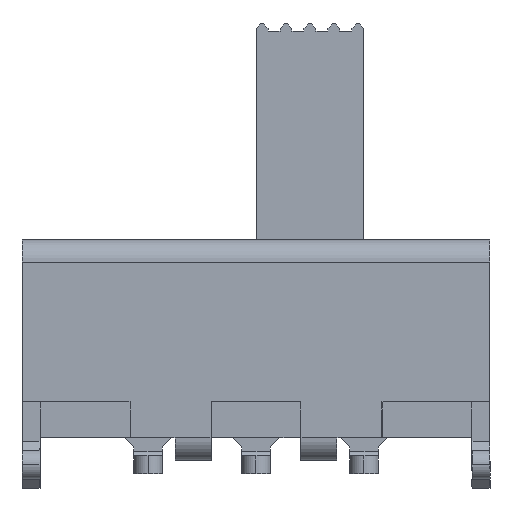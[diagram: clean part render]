
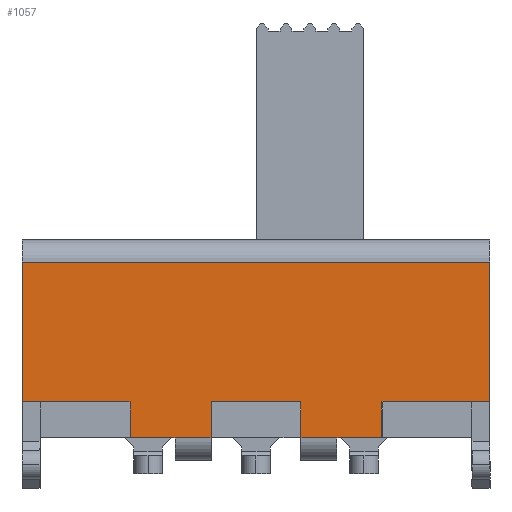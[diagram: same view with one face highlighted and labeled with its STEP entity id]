
A CAD part, front view. The second image highlights one B-rep face of the part: STEP entity #1057.
In plain terms, the highlighted planar face has unit normal (0, -1, 0).
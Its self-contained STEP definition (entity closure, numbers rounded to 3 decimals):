
#619 = EDGE_CURVE ( 'NONE', #825, #817, #5664, .T. ) ;
#817 = VERTEX_POINT ( 'NONE', #6043 ) ;
#825 = VERTEX_POINT ( 'NONE', #6051 ) ;
#854 = EDGE_CURVE ( 'NONE', #1237, #1341, #6194, .T. ) ;
#861 = EDGE_CURVE ( 'NONE', #862, #1269, #6201, .T. ) ;
#862 = VERTEX_POINT ( 'NONE', #6195 ) ;
#912 = EDGE_CURVE ( 'NONE', #1182, #1045, #6245, .T. ) ;
#913 = EDGE_CURVE ( 'NONE', #1245, #1269, #6239, .T. ) ;
#914 = ORIENTED_EDGE ( 'NONE', *, *, #861, .T. ) ;
#918 = VERTEX_POINT ( 'NONE', #6241 ) ;
#941 = VERTEX_POINT ( 'NONE', #6291 ) ;
#1034 = ORIENTED_EDGE ( 'NONE', *, *, #912, .T. ) ;
#1035 = EDGE_CURVE ( 'NONE', #1114, #1045, #3920, .T. ) ;
#1036 = ORIENTED_EDGE ( 'NONE', *, *, #1035, .F. ) ;
#1038 = ORIENTED_EDGE ( 'NONE', *, *, #1084, .F. ) ;
#1039 = ORIENTED_EDGE ( 'NONE', *, *, #619, .T. ) ;
#1040 = ORIENTED_EDGE ( 'NONE', *, *, #854, .T. ) ;
#1041 = EDGE_CURVE ( 'NONE', #1085, #1237, #3923, .T. ) ;
#1042 = ORIENTED_EDGE ( 'NONE', *, *, #1246, .F. ) ;
#1043 = ORIENTED_EDGE ( 'NONE', *, *, #1041, .T. ) ;
#1044 = ORIENTED_EDGE ( 'NONE', *, *, #1108, .T. ) ;
#1045 = VERTEX_POINT ( 'NONE', #3912 ) ;
#1046 = ORIENTED_EDGE ( 'NONE', *, *, #913, .F. ) ;
#1047 = ORIENTED_EDGE ( 'NONE', *, *, #1100, .T. ) ;
#1048 = EDGE_LOOP ( 'NONE', ( #1082, #1081, #1039, #1038, #1043, #1040, #1047, #1056, #1044, #914, #1046, #1042, #1034, #1036 ) ) ;
#1056 = ORIENTED_EDGE ( 'NONE', *, *, #1064, .F. ) ;
#1057 = ADVANCED_FACE ( 'NONE', ( #3911 ), #3909, .F. ) ;
#1064 = EDGE_CURVE ( 'NONE', #918, #941, #3926, .T. ) ;
#1081 = ORIENTED_EDGE ( 'NONE', *, *, #1083, .T. ) ;
#1082 = ORIENTED_EDGE ( 'NONE', *, *, #1113, .F. ) ;
#1083 = EDGE_CURVE ( 'NONE', #1086, #825, #3992, .T. ) ;
#1084 = EDGE_CURVE ( 'NONE', #1085, #817, #3984, .T. ) ;
#1085 = VERTEX_POINT ( 'NONE', #4023 ) ;
#1086 = VERTEX_POINT ( 'NONE', #3989 ) ;
#1100 = EDGE_CURVE ( 'NONE', #1341, #941, #4072, .T. ) ;
#1108 = EDGE_CURVE ( 'NONE', #918, #862, #4051, .T. ) ;
#1113 = EDGE_CURVE ( 'NONE', #1086, #1114, #4059, .T. ) ;
#1114 = VERTEX_POINT ( 'NONE', #4098 ) ;
#1182 = VERTEX_POINT ( 'NONE', #4241 ) ;
#1237 = VERTEX_POINT ( 'NONE', #4156 ) ;
#1245 = VERTEX_POINT ( 'NONE', #4145 ) ;
#1246 = EDGE_CURVE ( 'NONE', #1182, #1245, #4176, .T. ) ;
#1269 = VERTEX_POINT ( 'NONE', #4355 ) ;
#1341 = VERTEX_POINT ( 'NONE', #4579 ) ;
#3909 = PLANE ( 'NONE',  #4044 ) ;
#3911 = FACE_OUTER_BOUND ( 'NONE', #1048, .T. ) ;
#3912 = CARTESIAN_POINT ( 'NONE',  ( -1.25, -2.9, -5. ) ) ;
#3914 = DIRECTION ( 'NONE',  ( 0., 0., 1. ) ) ;
#3917 = DIRECTION ( 'NONE',  ( 0., 0., -1. ) ) ;
#3918 = VECTOR ( 'NONE', #3917, 1000. ) ;
#3919 = CARTESIAN_POINT ( 'NONE',  ( -1.25, -2.9, -4. ) ) ;
#3920 = LINE ( 'NONE', #3919, #3918 ) ;
#3921 = VECTOR ( 'NONE', #3914, 1000. ) ;
#3922 = CARTESIAN_POINT ( 'NONE',  ( 3.5, -2.9, -5. ) ) ;
#3923 = LINE ( 'NONE', #3922, #3921 ) ;
#3925 = CARTESIAN_POINT ( 'NONE',  ( 6.5, -2.9, 0. ) ) ;
#3926 = LINE ( 'NONE', #4026, #4025 ) ;
#3981 = DIRECTION ( 'NONE',  ( -1., 0., 0. ) ) ;
#3982 = VECTOR ( 'NONE', #3981, 1000. ) ;
#3983 = CARTESIAN_POINT ( 'NONE',  ( 3.5, -2.9, -5. ) ) ;
#3984 = LINE ( 'NONE', #3983, #3982 ) ;
#3986 = DIRECTION ( 'NONE',  ( 0., 0., -1. ) ) ;
#3987 = VECTOR ( 'NONE', #3986, 1000. ) ;
#3988 = CARTESIAN_POINT ( 'NONE',  ( 1.25, -2.9, -4. ) ) ;
#3989 = CARTESIAN_POINT ( 'NONE',  ( 1.25, -2.9, -4. ) ) ;
#3992 = LINE ( 'NONE', #3988, #3987 ) ;
#4023 = CARTESIAN_POINT ( 'NONE',  ( 3.5, -2.9, -5. ) ) ;
#4024 = DIRECTION ( 'NONE',  ( 1., 0., 0. ) ) ;
#4025 = VECTOR ( 'NONE', #4024, 1000. ) ;
#4026 = CARTESIAN_POINT ( 'NONE',  ( 6.5, -2.9, -0.125 ) ) ;
#4040 = DIRECTION ( 'NONE',  ( 0., 0., 1. ) ) ;
#4041 = DIRECTION ( 'NONE',  ( 0., 1., 0. ) ) ;
#4044 = AXIS2_PLACEMENT_3D ( 'NONE', #3925, #4041, #4040 ) ;
#4048 = DIRECTION ( 'NONE',  ( 0., 0., -1. ) ) ;
#4049 = VECTOR ( 'NONE', #4048, 1000. ) ;
#4050 = CARTESIAN_POINT ( 'NONE',  ( -6.5, -2.9, 0. ) ) ;
#4051 = LINE ( 'NONE', #4050, #4049 ) ;
#4059 = LINE ( 'NONE', #4097, #4096 ) ;
#4065 = DIRECTION ( 'NONE',  ( 0., 0., 1. ) ) ;
#4066 = VECTOR ( 'NONE', #4065, 1000. ) ;
#4067 = CARTESIAN_POINT ( 'NONE',  ( 6.5, -2.9, 0. ) ) ;
#4072 = LINE ( 'NONE', #4067, #4066 ) ;
#4095 = DIRECTION ( 'NONE',  ( -1., 0., 0. ) ) ;
#4096 = VECTOR ( 'NONE', #4095, 1000. ) ;
#4097 = CARTESIAN_POINT ( 'NONE',  ( 1.25, -2.9, -4. ) ) ;
#4098 = CARTESIAN_POINT ( 'NONE',  ( -1.25, -2.9, -4. ) ) ;
#4145 = CARTESIAN_POINT ( 'NONE',  ( -3.5, -2.9, -5. ) ) ;
#4156 = CARTESIAN_POINT ( 'NONE',  ( 3.5, -2.9, -4. ) ) ;
#4172 = DIRECTION ( 'NONE',  ( -1., 0., 0. ) ) ;
#4173 = VECTOR ( 'NONE', #4172, 1000. ) ;
#4175 = CARTESIAN_POINT ( 'NONE',  ( 3.5, -2.9, -5. ) ) ;
#4176 = LINE ( 'NONE', #4175, #4173 ) ;
#4241 = CARTESIAN_POINT ( 'NONE',  ( -2.25, -2.9, -5. ) ) ;
#4355 = CARTESIAN_POINT ( 'NONE',  ( -3.5, -2.9, -4. ) ) ;
#4579 = CARTESIAN_POINT ( 'NONE',  ( 6.5, -2.9, -4. ) ) ;
#5626 = DIRECTION ( 'NONE',  ( 1., 0., 0. ) ) ;
#5627 = VECTOR ( 'NONE', #5626, 1000. ) ;
#5635 = CARTESIAN_POINT ( 'NONE',  ( -2.25, -2.9, -5. ) ) ;
#5664 = LINE ( 'NONE', #5635, #5627 ) ;
#6043 = CARTESIAN_POINT ( 'NONE',  ( 2.25, -2.9, -5. ) ) ;
#6051 = CARTESIAN_POINT ( 'NONE',  ( 1.25, -2.9, -5. ) ) ;
#6093 = DIRECTION ( 'NONE',  ( 1., 0., 0. ) ) ;
#6094 = VECTOR ( 'NONE', #6093, 1000. ) ;
#6095 = CARTESIAN_POINT ( 'NONE',  ( 6.5, -2.9, -4. ) ) ;
#6103 = DIRECTION ( 'NONE',  ( 1., 0., 0. ) ) ;
#6104 = VECTOR ( 'NONE', #6103, 1000. ) ;
#6105 = CARTESIAN_POINT ( 'NONE',  ( 6.5, -2.9, -4. ) ) ;
#6194 = LINE ( 'NONE', #6105, #6104 ) ;
#6195 = CARTESIAN_POINT ( 'NONE',  ( -6.5, -2.9, -4. ) ) ;
#6201 = LINE ( 'NONE', #6095, #6094 ) ;
#6236 = DIRECTION ( 'NONE',  ( 0., 0., 1. ) ) ;
#6237 = VECTOR ( 'NONE', #6236, 1000. ) ;
#6238 = CARTESIAN_POINT ( 'NONE',  ( -3.5, -2.9, -5. ) ) ;
#6239 = LINE ( 'NONE', #6238, #6237 ) ;
#6241 = CARTESIAN_POINT ( 'NONE',  ( -6.5, -2.9, -0.125 ) ) ;
#6242 = DIRECTION ( 'NONE',  ( 1., 0., 0. ) ) ;
#6243 = VECTOR ( 'NONE', #6242, 1000. ) ;
#6244 = CARTESIAN_POINT ( 'NONE',  ( -2.25, -2.9, -5. ) ) ;
#6245 = LINE ( 'NONE', #6244, #6243 ) ;
#6291 = CARTESIAN_POINT ( 'NONE',  ( 6.5, -2.9, -0.125 ) ) ;
